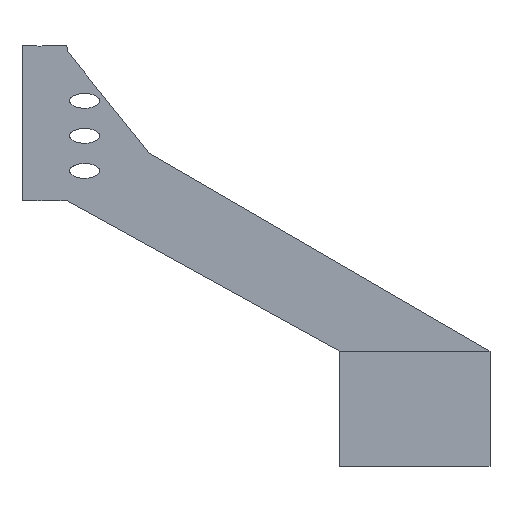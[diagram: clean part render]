
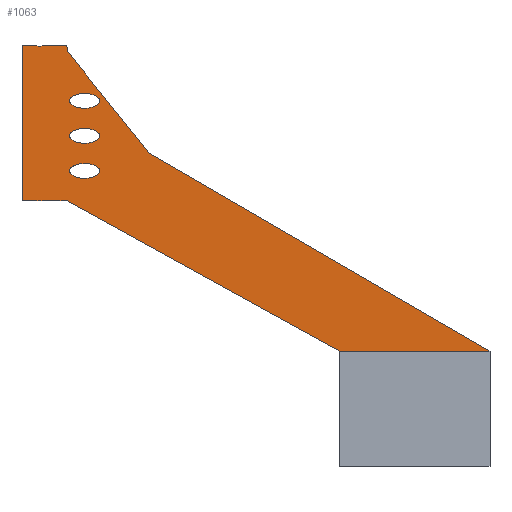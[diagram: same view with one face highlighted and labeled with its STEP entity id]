
A CAD part, left-side view. The second image highlights one B-rep face of the part: STEP entity #1063.
In plain terms, the highlighted planar face has unit normal (-1, 0, 0).
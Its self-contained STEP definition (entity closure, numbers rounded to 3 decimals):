
#29=FACE_BOUND('',#159,.T.);
#30=FACE_BOUND('',#160,.T.);
#31=FACE_BOUND('',#161,.T.);
#41=ELLIPSE('',#1150,3.,1.5);
#42=ELLIPSE('',#1151,3.,1.5);
#43=ELLIPSE('',#1152,3.,1.5);
#46=(
BOUNDED_CURVE()
B_SPLINE_CURVE(2,(#1817,#1818,#1819),.UNSPECIFIED.,.F.,.F.)
B_SPLINE_CURVE_WITH_KNOTS((3,3),(0.,0.174),.UNSPECIFIED.)
CURVE()
GEOMETRIC_REPRESENTATION_ITEM()
RATIONAL_B_SPLINE_CURVE((1.,1.015,1.))
REPRESENTATION_ITEM('')
);
#47=(
BOUNDED_CURVE()
B_SPLINE_CURVE(2,(#1827,#1828,#1829),.UNSPECIFIED.,.F.,.F.)
B_SPLINE_CURVE_WITH_KNOTS((3,3),(4.136,5.051),
 .UNSPECIFIED.)
CURVE()
GEOMETRIC_REPRESENTATION_ITEM()
RATIONAL_B_SPLINE_CURVE((3.978,4.037,3.978))
REPRESENTATION_ITEM('')
);
#55=PLANE('',#1149);
#97=FACE_OUTER_BOUND('',#158,.T.);
#158=EDGE_LOOP('',(#777,#778,#779,#780,#781,#782,#783,#784,#785,#786,#787,
#788,#789));
#159=EDGE_LOOP('',(#790));
#160=EDGE_LOOP('',(#791));
#161=EDGE_LOOP('',(#792));
#222=CIRCLE('',#1141,0.3);
#276=LINE('',#1776,#370);
#286=LINE('',#1812,#380);
#289=LINE('',#1821,#383);
#290=LINE('',#1823,#384);
#291=LINE('',#1825,#385);
#292=LINE('',#1831,#386);
#293=LINE('',#1833,#387);
#294=LINE('',#1835,#388);
#295=LINE('',#1836,#389);
#296=LINE('',#1837,#390);
#370=VECTOR('',#1251,10.);
#380=VECTOR('',#1271,10.);
#383=VECTOR('',#1276,10.);
#384=VECTOR('',#1277,10.);
#385=VECTOR('',#1278,10.);
#386=VECTOR('',#1279,10.);
#387=VECTOR('',#1280,10.);
#388=VECTOR('',#1281,10.);
#389=VECTOR('',#1282,10.);
#390=VECTOR('',#1283,10.);
#487=VERTEX_POINT('',#1766);
#488=VERTEX_POINT('',#1768);
#490=VERTEX_POINT('',#1774);
#504=VERTEX_POINT('',#1810);
#505=VERTEX_POINT('',#1811);
#506=VERTEX_POINT('',#1816);
#507=VERTEX_POINT('',#1820);
#508=VERTEX_POINT('',#1822);
#509=VERTEX_POINT('',#1824);
#510=VERTEX_POINT('',#1826);
#511=VERTEX_POINT('',#1830);
#512=VERTEX_POINT('',#1832);
#513=VERTEX_POINT('',#1834);
#514=VERTEX_POINT('',#1838);
#515=VERTEX_POINT('',#1840);
#516=VERTEX_POINT('',#1842);
#591=EDGE_CURVE('',#487,#488,#222,.T.);
#595=EDGE_CURVE('',#490,#487,#276,.T.);
#610=EDGE_CURVE('',#504,#505,#286,.T.);
#613=EDGE_CURVE('',#506,#490,#46,.T.);
#614=EDGE_CURVE('',#506,#507,#289,.T.);
#615=EDGE_CURVE('',#508,#507,#290,.T.);
#616=EDGE_CURVE('',#509,#508,#291,.T.);
#617=EDGE_CURVE('',#510,#509,#47,.T.);
#618=EDGE_CURVE('',#511,#510,#292,.T.);
#619=EDGE_CURVE('',#511,#512,#293,.T.);
#620=EDGE_CURVE('',#513,#512,#294,.T.);
#621=EDGE_CURVE('',#513,#504,#295,.T.);
#622=EDGE_CURVE('',#505,#488,#296,.T.);
#623=EDGE_CURVE('',#514,#514,#41,.T.);
#624=EDGE_CURVE('',#515,#515,#42,.T.);
#625=EDGE_CURVE('',#516,#516,#43,.T.);
#777=ORIENTED_EDGE('',*,*,#591,.F.);
#778=ORIENTED_EDGE('',*,*,#595,.F.);
#779=ORIENTED_EDGE('',*,*,#613,.F.);
#780=ORIENTED_EDGE('',*,*,#614,.T.);
#781=ORIENTED_EDGE('',*,*,#615,.F.);
#782=ORIENTED_EDGE('',*,*,#616,.F.);
#783=ORIENTED_EDGE('',*,*,#617,.F.);
#784=ORIENTED_EDGE('',*,*,#618,.F.);
#785=ORIENTED_EDGE('',*,*,#619,.T.);
#786=ORIENTED_EDGE('',*,*,#620,.F.);
#787=ORIENTED_EDGE('',*,*,#621,.T.);
#788=ORIENTED_EDGE('',*,*,#610,.T.);
#789=ORIENTED_EDGE('',*,*,#622,.T.);
#790=ORIENTED_EDGE('',*,*,#623,.T.);
#791=ORIENTED_EDGE('',*,*,#624,.T.);
#792=ORIENTED_EDGE('',*,*,#625,.T.);
#1063=ADVANCED_FACE('',(#97,#29,#30,#31),#55,.T.);
#1141=AXIS2_PLACEMENT_3D('',#1769,#1243,#1244);
#1149=AXIS2_PLACEMENT_3D('',#1815,#1274,#1275);
#1150=AXIS2_PLACEMENT_3D('',#1839,#1284,#1285);
#1151=AXIS2_PLACEMENT_3D('',#1841,#1286,#1287);
#1152=AXIS2_PLACEMENT_3D('',#1843,#1288,#1289);
#1243=DIRECTION('center_axis',(1.,0.,0.));
#1244=DIRECTION('ref_axis',(0.,-0.707,0.707));
#1251=DIRECTION('',(0.,-1.,0.));
#1271=DIRECTION('',(0.,0.625,0.78));
#1274=DIRECTION('center_axis',(-1.,0.,0.));
#1275=DIRECTION('ref_axis',(0.,1.,0.));
#1276=DIRECTION('',(0.,1.,0.));
#1277=DIRECTION('',(0.,0.,1.));
#1278=DIRECTION('',(0.,1.,0.));
#1279=DIRECTION('',(0.,1.,0.));
#1280=DIRECTION('',(0.,-0.876,-0.482));
#1281=DIRECTION('',(0.,1.,0.));
#1282=DIRECTION('',(0.,0.865,0.503));
#1283=DIRECTION('',(0.,0.,1.));
#1284=DIRECTION('center_axis',(1.,0.,0.));
#1285=DIRECTION('ref_axis',(0.,1.,0.));
#1286=DIRECTION('center_axis',(1.,0.,0.));
#1287=DIRECTION('ref_axis',(0.,1.,0.));
#1288=DIRECTION('center_axis',(1.,0.,0.));
#1289=DIRECTION('ref_axis',(0.,1.,0.));
#1766=CARTESIAN_POINT('',(-3.5,84.8,74.));
#1768=CARTESIAN_POINT('',(-3.5,84.5,73.7));
#1769=CARTESIAN_POINT('Origin',(-3.5,84.8,73.7));
#1774=CARTESIAN_POINT('',(-3.5,89.131,74.));
#1776=CARTESIAN_POINT('',(-3.5,84.5,74.));
#1810=CARTESIAN_POINT('',(-3.5,68.174,52.632));
#1811=CARTESIAN_POINT('',(-3.5,84.5,73.));
#1812=CARTESIAN_POINT('',(-3.5,84.5,73.));
#1815=CARTESIAN_POINT('Origin',(-3.5,84.5,73.));
#1816=CARTESIAN_POINT('',(-3.5,90.869,74.));
#1817=CARTESIAN_POINT('Ctrl Pts',(-3.5,90.869,74.));
#1818=CARTESIAN_POINT('Ctrl Pts',(-3.5,90.,73.851));
#1819=CARTESIAN_POINT('Ctrl Pts',(-3.5,89.131,74.));
#1820=CARTESIAN_POINT('',(-3.5,93.5,74.));
#1821=CARTESIAN_POINT('',(-3.5,91.5,74.));
#1822=CARTESIAN_POINT('',(-3.5,93.5,43.));
#1823=CARTESIAN_POINT('',(-3.5,93.5,73.));
#1824=CARTESIAN_POINT('',(-3.5,90.869,43.));
#1825=CARTESIAN_POINT('',(-3.5,84.5,43.));
#1826=CARTESIAN_POINT('',(-3.5,89.131,43.));
#1827=CARTESIAN_POINT('Ctrl Pts',(-3.5,89.131,43.));
#1828=CARTESIAN_POINT('Ctrl Pts',(-3.5,90.,43.149));
#1829=CARTESIAN_POINT('Ctrl Pts',(-3.5,90.869,43.));
#1830=CARTESIAN_POINT('',(-3.5,84.5,43.));
#1831=CARTESIAN_POINT('',(-3.5,84.5,43.));
#1832=CARTESIAN_POINT('',(-3.5,30.,13.));
#1833=CARTESIAN_POINT('',(-3.5,84.5,43.));
#1834=CARTESIAN_POINT('',(-3.5,0.,13.));
#1835=CARTESIAN_POINT('',(-3.5,21.125,13.));
#1836=CARTESIAN_POINT('',(-3.5,44.613,38.935));
#1837=CARTESIAN_POINT('',(-3.5,84.5,73.));
#1838=CARTESIAN_POINT('',(-3.5,78.,63.));
#1839=CARTESIAN_POINT('Origin',(-3.5,81.,63.));
#1840=CARTESIAN_POINT('',(-3.5,78.,56.));
#1841=CARTESIAN_POINT('Origin',(-3.5,81.,56.));
#1842=CARTESIAN_POINT('',(-3.5,78.,49.));
#1843=CARTESIAN_POINT('Origin',(-3.5,81.,49.));
